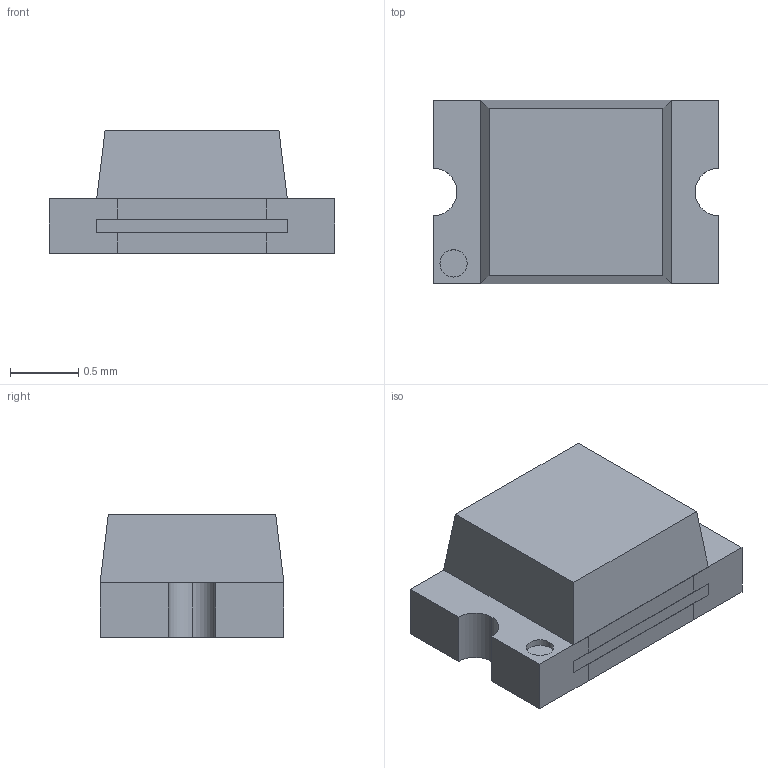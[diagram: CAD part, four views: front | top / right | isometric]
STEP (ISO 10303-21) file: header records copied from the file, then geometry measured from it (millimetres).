
FILE_DESCRIPTION((''),'2;1');
FILE_NAME('LED_OSRAM_LGR971.stp','2009-09-15T16:16:00',(''),(''),'Mechanical Desktop 2006','Mechanical Desktop 2006',', , ');
FILE_SCHEMA(('AUTOMOTIVE_DESIGN { 1 2 10303 214 0 1 1 1 }'));
Length unit declared in the file: millimetre
Products named in the file (1): Product
Bounding box: 2.1 x 1.35 x 0.9 mm (x, y, z)
Volume: 2 mm3; surface area: 24.3 mm2
Topology: 6 solids, 6 shells, 53 faces, 121 edges, 82 vertices
Faces by surface type: plane 47, cylinder 6
Entity records: 1541 total; most frequent: CARTESIAN_POINT 256, DIRECTION 241, ORIENTED_EDGE 240, EDGE_CURVE 120, VECTOR 109, LINE 109, VERTEX_POINT 80, AXIS2_PLACEMENT_3D 66
